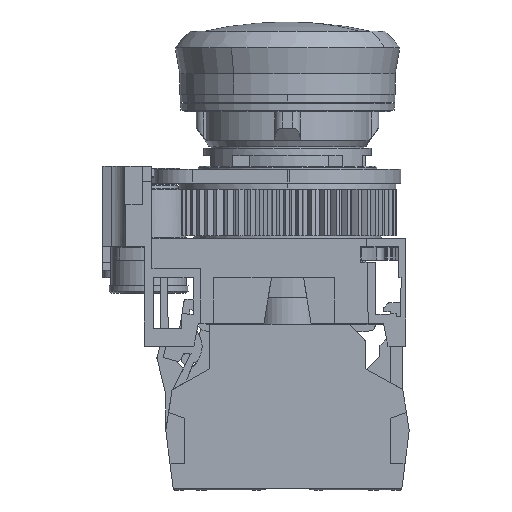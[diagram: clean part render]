
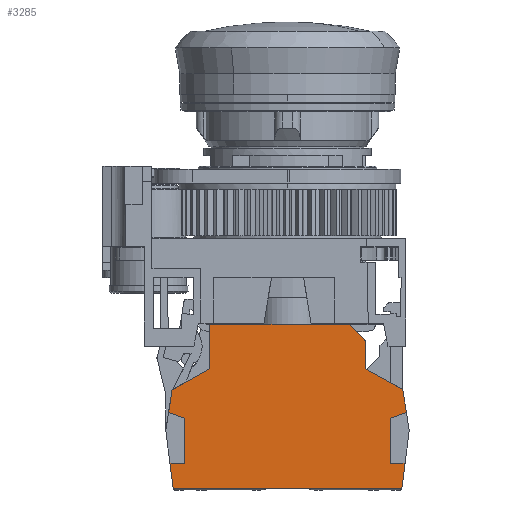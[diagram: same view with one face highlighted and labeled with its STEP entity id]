
A CAD part, left-side view. The second image highlights one B-rep face of the part: STEP entity #3285.
In plain terms, the highlighted planar face has unit normal (-1, 0, 0).
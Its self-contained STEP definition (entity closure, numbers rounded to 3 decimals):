
#3285=ADVANCED_FACE('',(#8014),#8015,.F.);
#8014=FACE_OUTER_BOUND('',#14223,.T.);
#8015=PLANE('',#14224);
#14223=EDGE_LOOP('',(#24187,#24188,#24189,#24190,#24191,#24192,#24193,#24194,#24195,#24196,#24197,#24198,#24199,#24200,#24201,#24202,#24203,#24204,#24205,#24206,#24207));
#14224=AXIS2_PLACEMENT_3D('',#24208,#24209,#24210);
#24187=ORIENTED_EDGE('',*,*,#40594,.F.);
#24188=ORIENTED_EDGE('',*,*,#40614,.F.);
#24189=ORIENTED_EDGE('',*,*,#40588,.F.);
#24190=ORIENTED_EDGE('',*,*,#40612,.F.);
#24191=ORIENTED_EDGE('',*,*,#40615,.T.);
#24192=ORIENTED_EDGE('',*,*,#40616,.T.);
#24193=ORIENTED_EDGE('',*,*,#40617,.T.);
#24194=ORIENTED_EDGE('',*,*,#40618,.F.);
#24195=ORIENTED_EDGE('',*,*,#40619,.F.);
#24196=ORIENTED_EDGE('',*,*,#40620,.F.);
#24197=ORIENTED_EDGE('',*,*,#40621,.F.);
#24198=ORIENTED_EDGE('',*,*,#40622,.F.);
#24199=ORIENTED_EDGE('',*,*,#40623,.F.);
#24200=ORIENTED_EDGE('',*,*,#40624,.F.);
#24201=ORIENTED_EDGE('',*,*,#40625,.F.);
#24202=ORIENTED_EDGE('',*,*,#40626,.F.);
#24203=ORIENTED_EDGE('',*,*,#40627,.F.);
#24204=ORIENTED_EDGE('',*,*,#40628,.T.);
#24205=ORIENTED_EDGE('',*,*,#40629,.T.);
#24206=ORIENTED_EDGE('',*,*,#40630,.T.);
#24207=ORIENTED_EDGE('',*,*,#40597,.F.);
#24208=CARTESIAN_POINT('',(10.0,16.139,9.94));
#24209=DIRECTION('',(1.0,0.0,0.0));
#24210=DIRECTION('',(0.0,-1.0,0.0));
#40588=EDGE_CURVE('',#49522,#49525,#49526,.T.);
#40594=EDGE_CURVE('',#49532,#49534,#49535,.T.);
#40597=EDGE_CURVE('',#49534,#49538,#49539,.T.);
#40612=EDGE_CURVE('',#49564,#49522,#49566,.T.);
#40614=EDGE_CURVE('',#49525,#49532,#49568,.T.);
#40615=EDGE_CURVE('',#49564,#49569,#49570,.T.);
#40616=EDGE_CURVE('',#49569,#49571,#49572,.T.);
#40617=EDGE_CURVE('',#49571,#49573,#49574,.T.);
#40618=EDGE_CURVE('',#49575,#49573,#49576,.T.);
#40619=EDGE_CURVE('',#49577,#49575,#49578,.T.);
#40620=EDGE_CURVE('',#49579,#49577,#49580,.T.);
#40621=EDGE_CURVE('',#49581,#49579,#49582,.T.);
#40622=EDGE_CURVE('',#49583,#49581,#49584,.T.);
#40623=EDGE_CURVE('',#49585,#49583,#49586,.T.);
#40624=EDGE_CURVE('',#49587,#49585,#49588,.T.);
#40625=EDGE_CURVE('',#49589,#49587,#49590,.T.);
#40626=EDGE_CURVE('',#49591,#49589,#49592,.T.);
#40627=EDGE_CURVE('',#49593,#49591,#49594,.T.);
#40628=EDGE_CURVE('',#49593,#49595,#49596,.T.);
#40629=EDGE_CURVE('',#49595,#49597,#49598,.T.);
#40630=EDGE_CURVE('',#49597,#49538,#49599,.T.);
#49522=VERTEX_POINT('',#62789);
#49525=VERTEX_POINT('',#62792);
#49526=LINE('',#62793,#62794);
#49532=VERTEX_POINT('',#62800);
#49534=VERTEX_POINT('',#62802);
#49535=LINE('',#62803,#62804);
#49538=VERTEX_POINT('',#62807);
#49539=LINE('',#62808,#62809);
#49564=VERTEX_POINT('',#62846);
#49566=LINE('',#62849,#62850);
#49568=LINE('',#62852,#62853);
#49569=VERTEX_POINT('',#62854);
#49570=LINE('',#62855,#62856);
#49571=VERTEX_POINT('',#62857);
#49572=LINE('',#62858,#62859);
#49573=VERTEX_POINT('',#62860);
#49574=LINE('',#62861,#62862);
#49575=VERTEX_POINT('',#62863);
#49576=LINE('',#62864,#62865);
#49577=VERTEX_POINT('',#62866);
#49578=CIRCLE('',#62867,0.2);
#49579=VERTEX_POINT('',#62868);
#49580=LINE('',#62869,#62870);
#49581=VERTEX_POINT('',#62871);
#49582=LINE('',#62872,#62873);
#49583=VERTEX_POINT('',#62874);
#49584=CIRCLE('',#62875,0.2);
#49585=VERTEX_POINT('',#62876);
#49586=LINE('',#62877,#62878);
#49587=VERTEX_POINT('',#62879);
#49588=LINE('',#62880,#62881);
#49589=VERTEX_POINT('',#62882);
#49590=LINE('',#62883,#62884);
#49591=VERTEX_POINT('',#62885);
#49592=LINE('',#62886,#62887);
#49593=VERTEX_POINT('',#62888);
#49594=LINE('',#62889,#62890);
#49595=VERTEX_POINT('',#62891);
#49596=LINE('',#62892,#62893);
#49597=VERTEX_POINT('',#62894);
#49598=LINE('',#62895,#62896);
#49599=LINE('',#62897,#62898);
#62789=CARTESIAN_POINT('',(10.0,0.974,0.2));
#62792=CARTESIAN_POINT('',(10.0,13.2,0.2));
#62793=CARTESIAN_POINT('',(10.0,16.,0.2));
#62794=VECTOR('',#76679,1.0);
#62800=CARTESIAN_POINT('',(10.0,18.8,0.2));
#62802=CARTESIAN_POINT('',(10.0,31.026,0.2));
#62803=CARTESIAN_POINT('',(10.0,16.,0.2));
#62804=VECTOR('',#76692,1.0);
#62807=CARTESIAN_POINT('',(10.0,31.448,3.5));
#62808=CARTESIAN_POINT('',(10.0,31.022,0.175));
#62809=VECTOR('',#76696,1.0);
#62846=CARTESIAN_POINT('',(10.0,0.552,3.5));
#62849=CARTESIAN_POINT('',(10.0,0.,7.814));
#62850=VECTOR('',#76710,1.0);
#62852=CARTESIAN_POINT('',(10.0,13.2,0.2));
#62853=VECTOR('',#76711,1.0);
#62854=CARTESIAN_POINT('',(10.0,2.5,3.5));
#62855=CARTESIAN_POINT('',(10.0,8.194,3.5));
#62856=VECTOR('',#76712,1.0);
#62857=CARTESIAN_POINT('',(10.0,2.5,9.426));
#62858=CARTESIAN_POINT('',(10.0,2.5,8.202));
#62859=VECTOR('',#76713,1.0);
#62860=CARTESIAN_POINT('',(10.0,0.374,10.2));
#62861=CARTESIAN_POINT('',(10.0,7.314,7.674));
#62862=VECTOR('',#76714,1.0);
#62863=CARTESIAN_POINT('',(10.0,0.824,13.074));
#62864=CARTESIAN_POINT('',(10.0,0.824,13.074));
#62865=VECTOR('',#76715,1.0);
#62866=CARTESIAN_POINT('',(10.0,0.924,13.218));
#62867=AXIS2_PLACEMENT_3D('',#76716,#76717,#76718);
#62868=CARTESIAN_POINT('',(10.0,5.8,15.921));
#62869=CARTESIAN_POINT('',(10.0,5.8,15.921));
#62870=VECTOR('',#76719,1.0);
#62871=CARTESIAN_POINT('',(10.0,5.8,19.617));
#62872=CARTESIAN_POINT('',(10.0,5.8,19.617));
#62873=VECTOR('',#76720,1.0);
#62874=CARTESIAN_POINT('',(10.0,5.859,19.759));
#62875=AXIS2_PLACEMENT_3D('',#76721,#76722,#76723);
#62876=CARTESIAN_POINT('',(10.0,7.9,21.8));
#62877=CARTESIAN_POINT('',(10.0,7.9,21.8));
#62878=VECTOR('',#76724,1.0);
#62879=CARTESIAN_POINT('',(10.0,26.2,21.8));
#62880=CARTESIAN_POINT('',(10.0,13.25,21.8));
#62881=VECTOR('',#76725,1.0);
#62882=CARTESIAN_POINT('',(10.0,26.2,15.921));
#62883=CARTESIAN_POINT('',(10.0,26.2,15.921));
#62884=VECTOR('',#76726,1.0);
#62885=CARTESIAN_POINT('',(10.0,31.161,13.171));
#62886=CARTESIAN_POINT('',(10.0,31.161,13.171));
#62887=VECTOR('',#76727,1.0);
#62888=CARTESIAN_POINT('',(10.0,31.626,10.2));
#62889=CARTESIAN_POINT('',(10.0,32.,7.814));
#62890=VECTOR('',#76728,1.0);
#62891=CARTESIAN_POINT('',(10.0,29.5,9.426));
#62892=CARTESIAN_POINT('',(10.0,24.809,7.719));
#62893=VECTOR('',#76729,1.0);
#62894=CARTESIAN_POINT('',(10.0,29.5,3.5));
#62895=CARTESIAN_POINT('',(10.0,29.5,8.202));
#62896=VECTOR('',#76730,1.0);
#62897=CARTESIAN_POINT('',(10.0,23.944,3.5));
#62898=VECTOR('',#76731,1.0);
#76679=DIRECTION('',(0.0,1.0,0.0));
#76692=DIRECTION('',(0.0,1.0,0.0));
#76696=DIRECTION('',(0.0,0.127,0.992));
#76710=DIRECTION('',(0.0,0.127,-0.992));
#76711=DIRECTION('',(0.0,1.0,0.0));
#76712=DIRECTION('',(-0.0,1.0,0.0));
#76713=DIRECTION('',(0.0,0.0,1.0));
#76714=DIRECTION('',(0.0,-0.94,0.342));
#76715=DIRECTION('',(0.0,-0.155,-0.988));
#76716=CARTESIAN_POINT('',(10.0,1.021,13.043));
#76717=DIRECTION('',(1.0,0.0,0.0));
#76718=DIRECTION('',(0.0,-0.485,0.875));
#76719=DIRECTION('',(0.0,-0.875,-0.485));
#76720=DIRECTION('',(0.0,0.0,-1.0));
#76721=CARTESIAN_POINT('',(10.0,6.,19.617));
#76722=DIRECTION('',(1.0,0.0,0.0));
#76723=DIRECTION('',(0.0,-0.707,0.707));
#76724=DIRECTION('',(0.0,-0.707,-0.707));
#76725=DIRECTION('',(0.0,-1.0,0.0));
#76726=DIRECTION('',(0.0,0.0,1.0));
#76727=DIRECTION('',(0.0,-0.875,0.485));
#76728=DIRECTION('',(0.0,-0.155,0.988));
#76729=DIRECTION('',(0.0,-0.94,-0.342));
#76730=DIRECTION('',(0.0,0.0,-1.0));
#76731=DIRECTION('',(-0.0,1.0,0.0));
